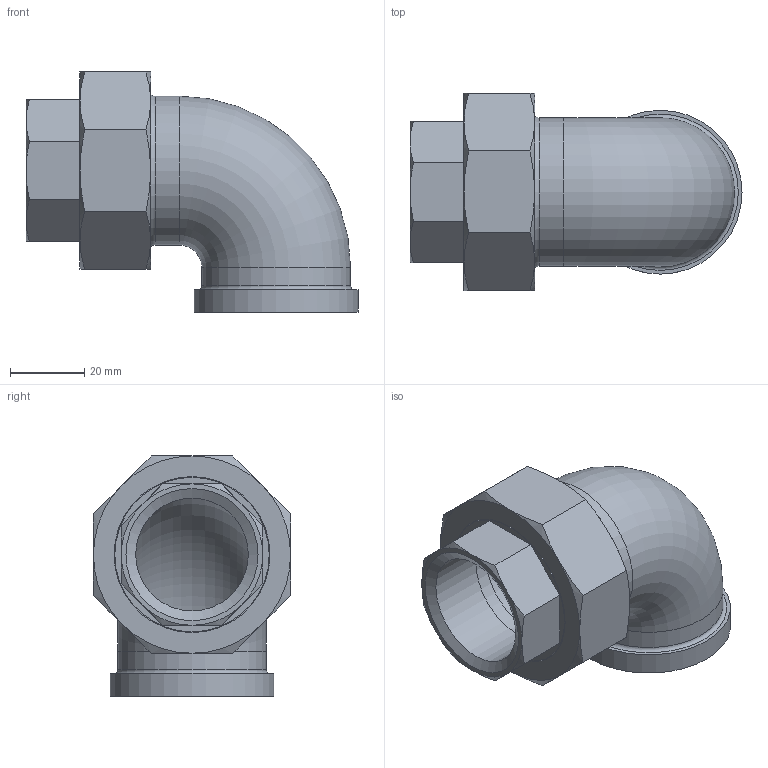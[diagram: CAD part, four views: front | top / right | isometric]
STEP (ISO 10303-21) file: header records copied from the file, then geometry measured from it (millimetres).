
FILE_DESCRIPTION(/* description */ (''),/* implementation_level */ '2;1');
FILE_NAME(/* name */ '3D_R511-DN25_171921120.stp',/* time_stamp */ '2021-07-20T10:48:48+02:00',/* author */ ('cad'),/* organization */ (''),/* preprocessor_version */ 'ST-DEVELOPER v18.1',/* originating_system */ 'Autodesk Inventor 2022',/* authorisation */ '');
FILE_SCHEMA (('AUTOMOTIVE_DESIGN { 1 0 10303 214 3 1 1 }'));
Length unit declared in the file: millimetre
Products named in the file (4): 3D_R511-DN25_171921120; Mutter-DN25; Einschraubteil-DN25; Einlegeteil-R511-DN25
Assembly tree (3 placements, depth 2):
  3D_R511-DN25_171921120
    Mutter-DN25
    Einschraubteil-DN25
    Einlegeteil-R511-DN25
Bounding box: 89.2 x 53 x 64.5 mm (x, y, z)
Volume: 56287.5 mm3; surface area: 33335.5 mm2
Topology: 3 solids, 3 shells, 78 faces, 168 edges, 103 vertices
Faces by surface type: cone 30, plane 29, cylinder 12, torus 5, bspline 2
Full cylindrical faces by diameter (mm): 30.291 x2, 32 x1, 35.4 x1, 40 x2, 41.5 x1, 41.9 x1, 44 x1, 45 x1, 45.835 x1, 48 x1
Entity records: 2630 total; most frequent: CARTESIAN_POINT 882, DIRECTION 354, ORIENTED_EDGE 336, EDGE_CURVE 168, AXIS2_PLACEMENT_3D 156, VERTEX_POINT 103, EDGE_LOOP 91, FACE_OUTER_BOUND 78
